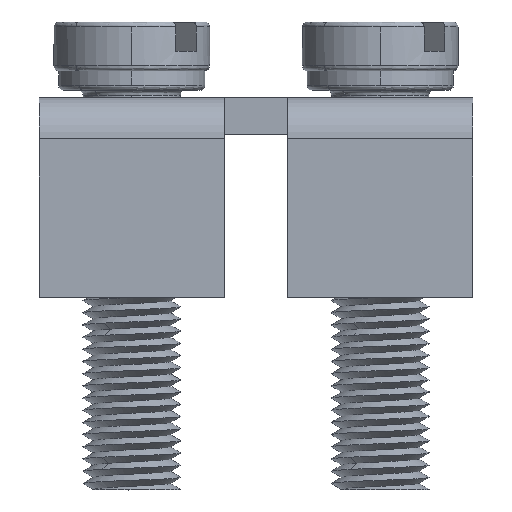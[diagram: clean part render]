
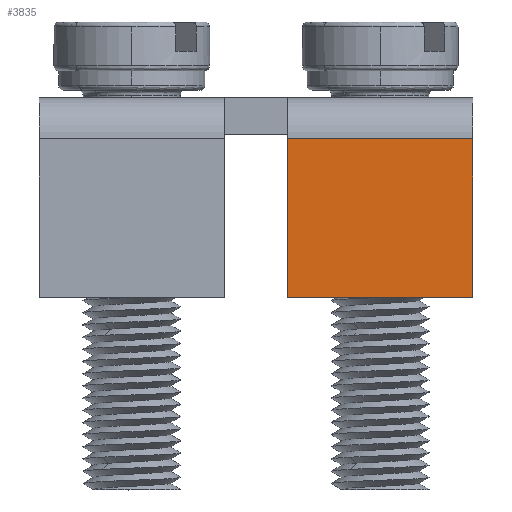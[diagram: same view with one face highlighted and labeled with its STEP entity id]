
A CAD part, top view. The second image highlights one B-rep face of the part: STEP entity #3835.
In plain terms, the highlighted planar face has unit normal (0, 0, 1).
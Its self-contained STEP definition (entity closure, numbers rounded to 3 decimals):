
#181 = DIRECTION ( 'NONE',  ( 1., 0., 0. ) ) ;
#1947 = VERTEX_POINT ( 'NONE', #22352 ) ;
#1983 = EDGE_CURVE ( 'NONE', #23938, #1947, #10427, .T. ) ;
#3143 = CARTESIAN_POINT ( 'NONE',  ( 10.2, 0., 3.8 ) ) ;
#3421 = DIRECTION ( 'NONE',  ( 0., -1., 0. ) ) ;
#3464 = CARTESIAN_POINT ( 'NONE',  ( 10.2, 3.25, 3.8 ) ) ;
#3835 = ADVANCED_FACE ( 'NONE', ( #9952 ), #22045, .T. ) ;
#4116 = VECTOR ( 'NONE', #181, 1000. ) ;
#4180 = LINE ( 'NONE', #22726, #4116 ) ;
#5756 = VECTOR ( 'NONE', #12271, 1000. ) ;
#5915 = LINE ( 'NONE', #6631, #5756 ) ;
#6278 = ORIENTED_EDGE ( 'NONE', *, *, #18085, .F. ) ;
#6631 = CARTESIAN_POINT ( 'NONE',  ( 6.4, 3.25, 3.8 ) ) ;
#7276 = DIRECTION ( 'NONE',  ( 0., 0., 1. ) ) ;
#7450 = DIRECTION ( 'NONE',  ( 1., 0., 0. ) ) ;
#7623 = EDGE_CURVE ( 'NONE', #12982, #1947, #8780, .T. ) ;
#8619 = ORIENTED_EDGE ( 'NONE', *, *, #7623, .F. ) ;
#8762 = VECTOR ( 'NONE', #3421, 1000. ) ;
#8780 = LINE ( 'NONE', #18505, #8762 ) ;
#9952 = FACE_OUTER_BOUND ( 'NONE', #20839, .T. ) ;
#10427 = LINE ( 'NONE', #3143, #10504 ) ;
#10504 = VECTOR ( 'NONE', #7450, 1000. ) ;
#12271 = DIRECTION ( 'NONE',  ( 0., -1., 0. ) ) ;
#12982 = VERTEX_POINT ( 'NONE', #18408 ) ;
#13521 = VERTEX_POINT ( 'NONE', #14946 ) ;
#13839 = CARTESIAN_POINT ( 'NONE',  ( 6.4, 0., 3.8 ) ) ;
#14114 = EDGE_CURVE ( 'NONE', #13521, #23938, #5915, .T. ) ;
#14946 = CARTESIAN_POINT ( 'NONE',  ( 6.4, 6.5, 3.8 ) ) ;
#16692 = ORIENTED_EDGE ( 'NONE', *, *, #14114, .T. ) ;
#18085 = EDGE_CURVE ( 'NONE', #13521, #12982, #4180, .T. ) ;
#18408 = CARTESIAN_POINT ( 'NONE',  ( 14., 6.5, 3.8 ) ) ;
#18505 = CARTESIAN_POINT ( 'NONE',  ( 14., 4.1, 3.8 ) ) ;
#20524 = DIRECTION ( 'NONE',  ( 1., 0., 0. ) ) ;
#20839 = EDGE_LOOP ( 'NONE', ( #6278, #16692, #20881, #8619 ) ) ;
#20881 = ORIENTED_EDGE ( 'NONE', *, *, #1983, .T. ) ;
#22045 = PLANE ( 'NONE',  #22248 ) ;
#22248 = AXIS2_PLACEMENT_3D ( 'NONE', #3464, #7276, #20524 ) ;
#22352 = CARTESIAN_POINT ( 'NONE',  ( 14., 0., 3.8 ) ) ;
#22726 = CARTESIAN_POINT ( 'NONE',  ( 14.152, 6.5, 3.8 ) ) ;
#23938 = VERTEX_POINT ( 'NONE', #13839 ) ;
